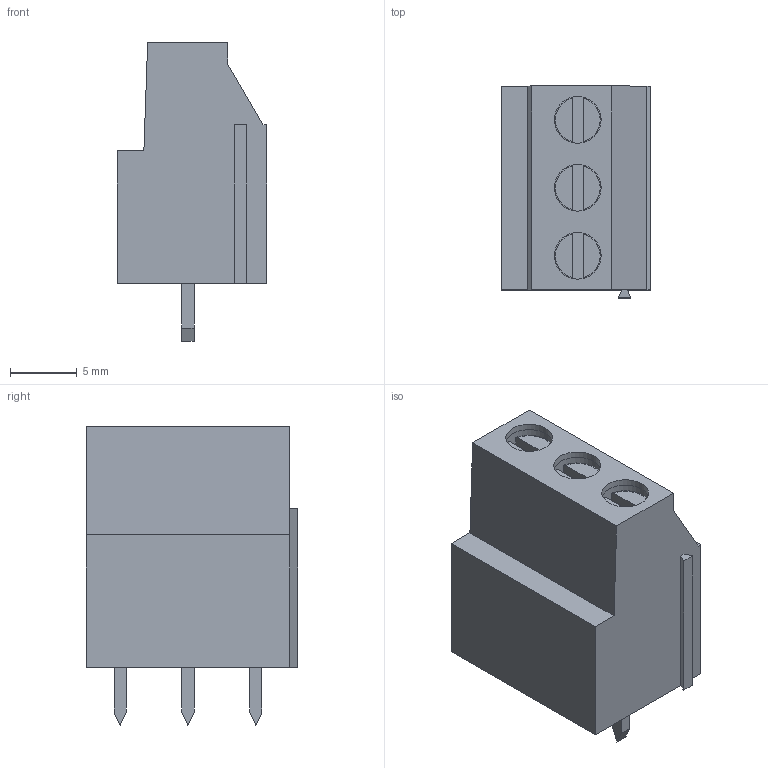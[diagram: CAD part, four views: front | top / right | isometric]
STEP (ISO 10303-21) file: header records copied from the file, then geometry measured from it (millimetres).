
FILE_DESCRIPTION(/* description */ ('Unknown'),/* implementation_level */ '2;1');
FILE_NAME(/* name */ 'ECD3_3d_SOLID',/* time_stamp */ '2025-02-03T10:18:07+06:00',/* author */ ('Unknown'),/* organization */ ('Unknown'),/* preprocessor_version */ 'ST-DEVELOPER v16.7',/* originating_system */ 'Solid Edge',/* authorisation */ 'Unknown');
FILE_SCHEMA (('AUTOMOTIVE_DESIGN {1 0 10303 214 3 1 1}'));
Length unit declared in the file: millimetre
Products named in the file (1): ECD3_3d_SOLID
Bounding box: 11.2 x 15.84 x 22.35 mm (x, y, z)
Volume: 2264.4 mm3; surface area: 3198.4 mm2
Topology: 1 solids, 1 shells, 362 faces, 1084 edges, 715 vertices
Faces by surface type: plane 296, cylinder 54, torus 9, cone 3
Full cylindrical faces by diameter (mm): 2.1 x3, 3 x6, 3.5 x3, 3.75 x3, 3.9 x3
Entity records: 14537 total; most frequent: CARTESIAN_POINT 2156, ORIENTED_EDGE 2102, DIRECTION 1894, EDGE_CURVE 1051, LINE 910, VECTOR 910, VERTEX_POINT 706, AXIS2_PLACEMENT_3D 492
